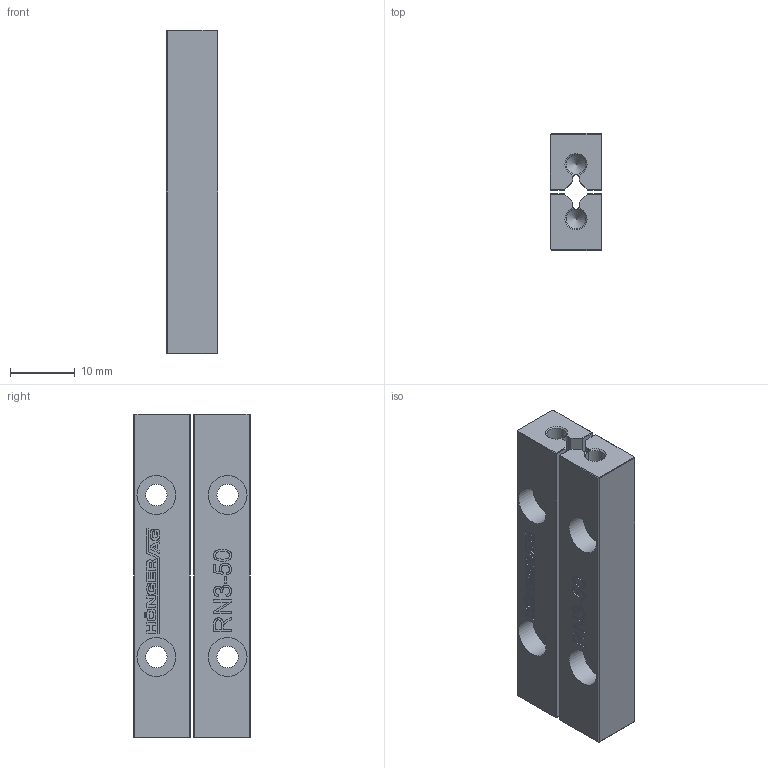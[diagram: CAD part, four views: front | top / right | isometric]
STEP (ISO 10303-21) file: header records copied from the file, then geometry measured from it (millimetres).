
FILE_DESCRIPTION(('FreeCAD Model'),'2;1');
FILE_NAME('RN3-50.step', '2020-08-06T14:44:39',('Author'),(''), 'Open CASCADE STEP processor 6.8','FreeCAD','Unknown');
FILE_SCHEMA(('AUTOMOTIVE_DESIGN_CC2 { 1 2 10303 214 -1 1 5 4 }'));
Length unit declared in the file: millimetre
Products named in the file (2): ASSEMBLY; Schienenpaar
Assembly tree (1 placements, depth 2):
  ASSEMBLY
    Schienenpaar
Bounding box: 8 x 18 x 50 mm (x, y, z)
Volume: 5802.1 mm3; surface area: 4523.6 mm2
Topology: 2 solids, 2 shells, 388 faces, 1024 edges, 662 vertices
Faces by surface type: extrusion 231, plane 127, cylinder 16, cone 14
Full cylindrical faces by diameter (mm): 3 x2, 3.3 x4, 6 x4
Entity records: 25707 total; most frequent: CARTESIAN_POINT 6799, DIRECTION 2667, VECTOR 2231, ORIENTED_EDGE 2040, PCURVE 2040, DEFINITIONAL_REPRESENTATION 2040, LINE 2000, B_SPLINE_CURVE_WITH_KNOTS 1215
